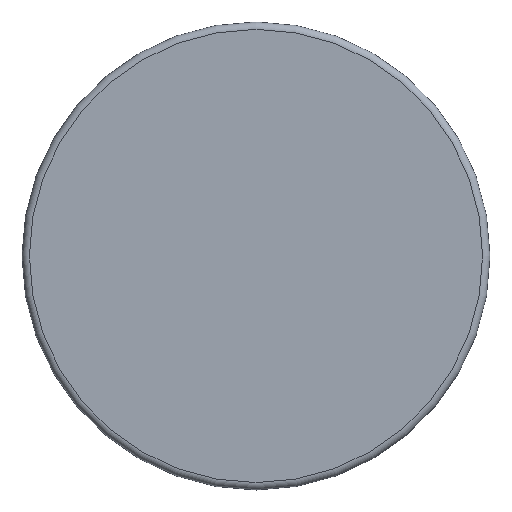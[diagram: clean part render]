
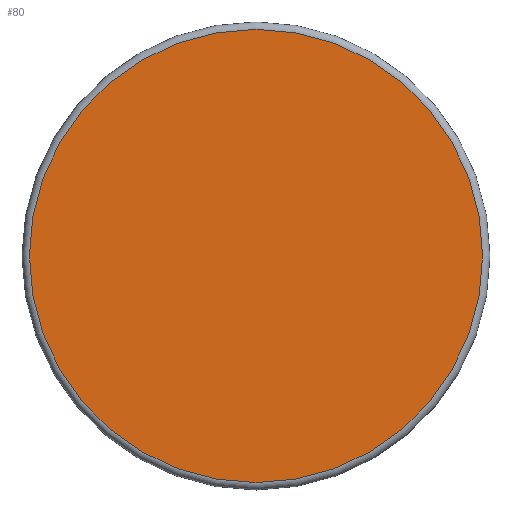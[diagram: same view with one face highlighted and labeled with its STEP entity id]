
A CAD part, top view. The second image highlights one B-rep face of the part: STEP entity #80.
In plain terms, the highlighted planar face has unit normal (0, 0, 1).
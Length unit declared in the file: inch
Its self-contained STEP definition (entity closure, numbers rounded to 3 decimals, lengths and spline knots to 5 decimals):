
#15=PLANE('',#95);
#29=FACE_OUTER_BOUND('',#40,.T.);
#40=EDGE_LOOP('',(#70));
#49=CIRCLE('',#94,0.72638);
#55=VERTEX_POINT('',#141);
#61=EDGE_CURVE('',#55,#55,#49,.T.);
#70=ORIENTED_EDGE('',*,*,#61,.F.);
#80=ADVANCED_FACE('',(#29),#15,.T.);
#94=AXIS2_PLACEMENT_3D('',#142,#118,#119);
#95=AXIS2_PLACEMENT_3D('',#143,#120,#121);
#118=DIRECTION('center_axis',(0.,0.,-1.));
#119=DIRECTION('ref_axis',(-1.,0.,0.));
#120=DIRECTION('center_axis',(0.,0.,1.));
#121=DIRECTION('ref_axis',(1.,0.,0.));
#141=CARTESIAN_POINT('',(-0.72638,0.,1.25984));
#142=CARTESIAN_POINT('Origin',(0.,0.,1.25984));
#143=CARTESIAN_POINT('Origin',(-0.72638,0.,1.25984));
